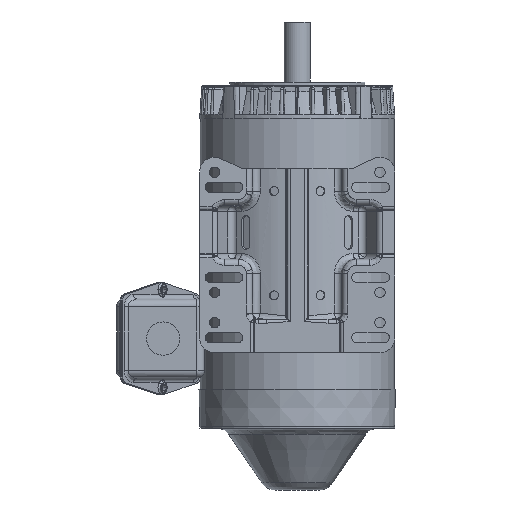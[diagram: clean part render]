
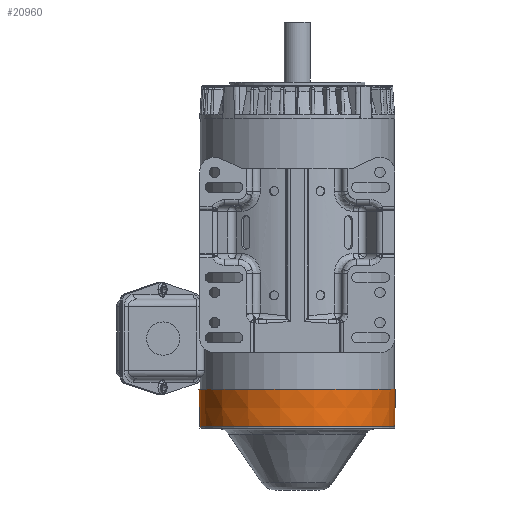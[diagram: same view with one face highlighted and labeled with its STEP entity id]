
A CAD part, front view. The second image highlights one B-rep face of the part: STEP entity #20960.
In plain terms, the highlighted conical face has half-angle 1.465 degrees and reference radius 83.004 mm.
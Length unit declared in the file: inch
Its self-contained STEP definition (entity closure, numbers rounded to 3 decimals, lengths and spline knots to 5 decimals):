
#367 = CARTESIAN_POINT ( 'NONE',  ( -3.2359, 0., -5.75 ) ) ;
#2272 = CARTESIAN_POINT ( 'NONE',  ( 3.2359, 0., -5.75 ) ) ;
#2651 = DIRECTION ( 'NONE',  ( 1., 0., 0. ) ) ;
#5560 = CIRCLE ( 'NONE', #108680, 3.2359 ) ;
#9061 = CARTESIAN_POINT ( 'NONE',  ( 3.26786, 0., -4.5 ) ) ;
#12050 = FACE_OUTER_BOUND ( 'NONE', #60196, .T. ) ;
#20960 = ADVANCED_FACE ( 'NONE', ( #12050 ), #65422, .T. ) ;
#21902 = EDGE_CURVE ( 'NONE', #121610, #35080, #70385, .T. ) ;
#22817 = CARTESIAN_POINT ( 'NONE',  ( 0., 0., -4.5 ) ) ;
#31200 = CARTESIAN_POINT ( 'NONE',  ( 0., 0., -5.75 ) ) ;
#32631 = AXIS2_PLACEMENT_3D ( 'NONE', #91971, #53334, #112142 ) ;
#35080 = VERTEX_POINT ( 'NONE', #98714 ) ;
#40779 = CIRCLE ( 'NONE', #32631, 3.26786 ) ;
#45873 = ORIENTED_EDGE ( 'NONE', *, *, #120331, .T. ) ;
#46727 = VERTEX_POINT ( 'NONE', #2272 ) ;
#49835 = EDGE_CURVE ( 'NONE', #46727, #121610, #5560, .T. ) ;
#53334 = DIRECTION ( 'NONE',  ( 0., 0., -1. ) ) ;
#54282 = LINE ( 'NONE', #61294, #116065 ) ;
#59620 = DIRECTION ( 'NONE',  ( 0., 0., 1. ) ) ;
#59624 = ORIENTED_EDGE ( 'NONE', *, *, #65620, .T. ) ;
#60196 = EDGE_LOOP ( 'NONE', ( #65396, #117274, #45873, #59624 ) ) ;
#60875 = DIRECTION ( 'NONE',  ( -0.026, 0., 1. ) ) ;
#61294 = CARTESIAN_POINT ( 'NONE',  ( 3.26786, 0., -4.5 ) ) ;
#61488 = CARTESIAN_POINT ( 'NONE',  ( -3.26786, 0., -4.5 ) ) ;
#65396 = ORIENTED_EDGE ( 'NONE', *, *, #21902, .F. ) ;
#65422 = CONICAL_SURFACE ( 'NONE', #71497, 3.26786, 0.026 ) ;
#65620 = EDGE_CURVE ( 'NONE', #70158, #35080, #40779, .T. ) ;
#70158 = VERTEX_POINT ( 'NONE', #9061 ) ;
#70367 = DIRECTION ( 'NONE',  ( 1., 0., 0. ) ) ;
#70385 = LINE ( 'NONE', #61488, #113875 ) ;
#71497 = AXIS2_PLACEMENT_3D ( 'NONE', #22817, #59620, #70367 ) ;
#91971 = CARTESIAN_POINT ( 'NONE',  ( 0., 0., -4.5 ) ) ;
#98714 = CARTESIAN_POINT ( 'NONE',  ( -3.26786, 0., -4.5 ) ) ;
#99892 = DIRECTION ( 'NONE',  ( 0.026, 0., 1. ) ) ;
#108680 = AXIS2_PLACEMENT_3D ( 'NONE', #31200, #109013, #2651 ) ;
#109013 = DIRECTION ( 'NONE',  ( 0., 0., -1. ) ) ;
#112142 = DIRECTION ( 'NONE',  ( 1., 0., 0. ) ) ;
#113875 = VECTOR ( 'NONE', #60875, 39.37008 ) ;
#116065 = VECTOR ( 'NONE', #99892, 39.37008 ) ;
#117274 = ORIENTED_EDGE ( 'NONE', *, *, #49835, .F. ) ;
#120331 = EDGE_CURVE ( 'NONE', #46727, #70158, #54282, .T. ) ;
#121610 = VERTEX_POINT ( 'NONE', #367 ) ;
